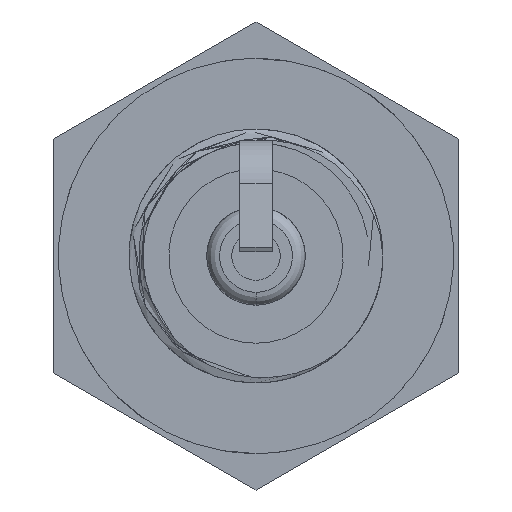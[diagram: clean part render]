
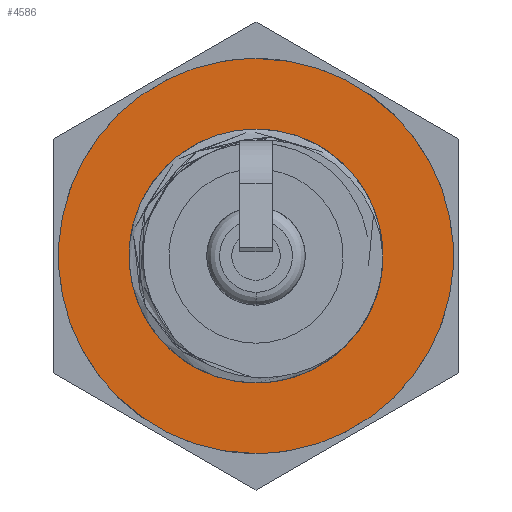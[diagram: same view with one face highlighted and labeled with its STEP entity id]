
A CAD part, front view. The second image highlights one B-rep face of the part: STEP entity #4586.
In plain terms, the highlighted free-form (B-spline) face has degree [1, 1] with [2, 2] control points.
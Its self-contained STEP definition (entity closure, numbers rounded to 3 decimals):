
#2459 = VERTEX_POINT('',#2460);
#2460 = CARTESIAN_POINT('',(0.,0.,7.547));
#2465 = EDGE_CURVE('',#2459,#2466,#2468,.T.);
#2466 = VERTEX_POINT('',#2467);
#2467 = CARTESIAN_POINT('',(0.,0.,-7.547));
#2468 = ( BOUNDED_CURVE() B_SPLINE_CURVE(2,(#2469,#2470,#2471,#2472,
#2473),.UNSPECIFIED.,.F.,.F.) B_SPLINE_CURVE_WITH_KNOTS((3,2,3),(0.,
1.571,3.142),.PIECEWISE_BEZIER_KNOTS.) CURVE() 
GEOMETRIC_REPRESENTATION_ITEM() RATIONAL_B_SPLINE_CURVE((1.,
0.707,1.,0.707,1.)) REPRESENTATION_ITEM('') );
#2469 = CARTESIAN_POINT('',(0.,0.,7.547));
#2470 = CARTESIAN_POINT('',(7.547,0.,7.547));
#2471 = CARTESIAN_POINT('',(7.547,0.,0.));
#2472 = CARTESIAN_POINT('',(7.547,0.,-7.547));
#2473 = CARTESIAN_POINT('',(0.,0.,-7.547));
#2511 = VERTEX_POINT('',#2512);
#2512 = CARTESIAN_POINT('',(0.,0.,-4.852));
#2517 = EDGE_CURVE('',#2511,#2518,#2520,.T.);
#2518 = VERTEX_POINT('',#2519);
#2519 = CARTESIAN_POINT('',(0.,0.,4.852));
#2520 = ( BOUNDED_CURVE() B_SPLINE_CURVE(2,(#2521,#2522,#2523,#2524,
#2525),.UNSPECIFIED.,.F.,.F.) B_SPLINE_CURVE_WITH_KNOTS((3,2,3),(0.,
1.571,3.142),.PIECEWISE_BEZIER_KNOTS.) CURVE() 
GEOMETRIC_REPRESENTATION_ITEM() RATIONAL_B_SPLINE_CURVE((1.,
0.707,1.,0.707,1.)) REPRESENTATION_ITEM('') );
#2521 = CARTESIAN_POINT('',(0.,0.,-4.852));
#2522 = CARTESIAN_POINT('',(4.852,0.,-4.852));
#2523 = CARTESIAN_POINT('',(4.852,0.,0.));
#2524 = CARTESIAN_POINT('',(4.852,0.,4.852));
#2525 = CARTESIAN_POINT('',(0.,0.,4.852));
#4409 = EDGE_CURVE('',#2518,#2511,#4410,.T.);
#4410 = ( BOUNDED_CURVE() B_SPLINE_CURVE(2,(#4411,#4412,#4413,#4414,
#4415),.UNSPECIFIED.,.F.,.F.) B_SPLINE_CURVE_WITH_KNOTS((3,2,3),(
    3.142,4.712,6.283),
.PIECEWISE_BEZIER_KNOTS.) CURVE() GEOMETRIC_REPRESENTATION_ITEM() 
RATIONAL_B_SPLINE_CURVE((1.,0.707,1.,0.707,1.)) 
REPRESENTATION_ITEM('') );
#4411 = CARTESIAN_POINT('',(0.,0.,4.852));
#4412 = CARTESIAN_POINT('',(-4.852,0.,4.852));
#4413 = CARTESIAN_POINT('',(-4.852,0.,0.));
#4414 = CARTESIAN_POINT('',(-4.852,0.,-4.852));
#4415 = CARTESIAN_POINT('',(0.,0.,-4.852));
#4568 = EDGE_CURVE('',#2466,#2459,#4569,.T.);
#4569 = ( BOUNDED_CURVE() B_SPLINE_CURVE(2,(#4570,#4571,#4572,#4573,
#4574),.UNSPECIFIED.,.F.,.F.) B_SPLINE_CURVE_WITH_KNOTS((3,2,3),(
    3.142,4.712,6.283),
.PIECEWISE_BEZIER_KNOTS.) CURVE() GEOMETRIC_REPRESENTATION_ITEM() 
RATIONAL_B_SPLINE_CURVE((1.,0.707,1.,0.707,1.)) 
REPRESENTATION_ITEM('') );
#4570 = CARTESIAN_POINT('',(0.,0.,-7.547));
#4571 = CARTESIAN_POINT('',(-7.547,0.,-7.547));
#4572 = CARTESIAN_POINT('',(-7.547,0.,0.));
#4573 = CARTESIAN_POINT('',(-7.547,0.,7.547));
#4574 = CARTESIAN_POINT('',(0.,0.,7.547));
#4586 = ADVANCED_FACE('',(#4587,#4591),#4595,.F.);
#4587 = FACE_BOUND('',#4588,.T.);
#4588 = EDGE_LOOP('',(#4589,#4590));
#4589 = ORIENTED_EDGE('',*,*,#4409,.F.);
#4590 = ORIENTED_EDGE('',*,*,#2517,.F.);
#4591 = FACE_BOUND('',#4592,.T.);
#4592 = EDGE_LOOP('',(#4593,#4594));
#4593 = ORIENTED_EDGE('',*,*,#4568,.F.);
#4594 = ORIENTED_EDGE('',*,*,#2465,.F.);
#4595 = B_SPLINE_SURFACE_WITH_KNOTS('',1,1,(
    (#4596,#4597)
    ,(#4598,#4599
    )),.UNSPECIFIED.,.F.,.F.,.F.,(2,2),(2,2),(-7.7,7.7),(-7.7,7.7),
  .PIECEWISE_BEZIER_KNOTS.);
#4596 = CARTESIAN_POINT('',(-7.547,0.,-7.547));
#4597 = CARTESIAN_POINT('',(7.547,0.,-7.547));
#4598 = CARTESIAN_POINT('',(-7.547,0.,7.547));
#4599 = CARTESIAN_POINT('',(7.547,0.,7.547));
